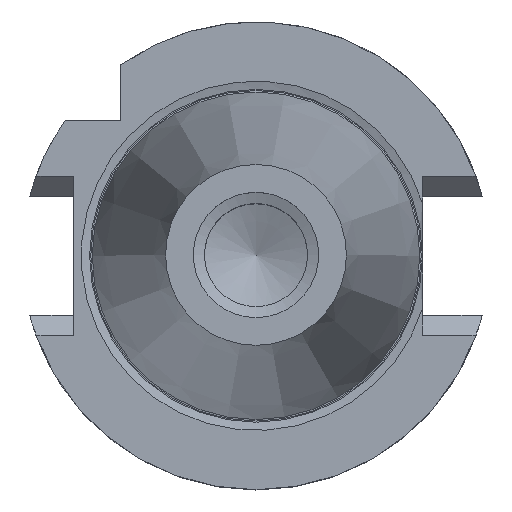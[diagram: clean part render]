
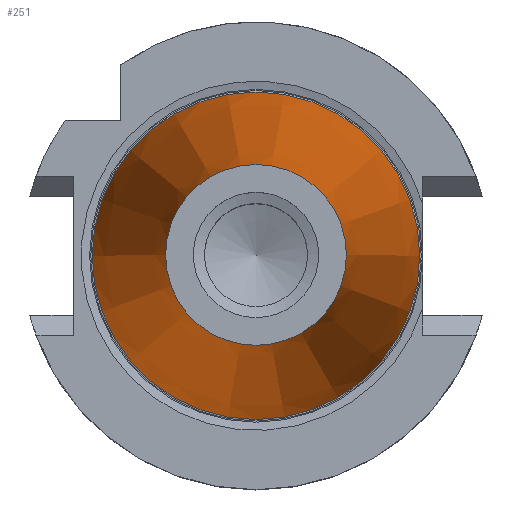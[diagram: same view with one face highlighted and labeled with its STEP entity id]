
A CAD part, top view. The second image highlights one B-rep face of the part: STEP entity #251.
In plain terms, the highlighted conical face has half-angle 8.298 degrees and reference radius 12.271 mm.
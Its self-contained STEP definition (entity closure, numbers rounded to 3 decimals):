
#234=CONICAL_SURFACE('',#977,12.271,8.298);
#251=ADVANCED_FACE('',(#327,#328),#234,.T.);
#327=FACE_BOUND('',#371,.T.);
#328=FACE_BOUND('',#372,.T.);
#371=EDGE_LOOP('',(#449));
#372=EDGE_LOOP('',(#450));
#449=ORIENTED_EDGE('',*,*,#782,.T.);
#450=ORIENTED_EDGE('',*,*,#780,.F.);
#690=VERTEX_POINT('',#1368);
#692=VERTEX_POINT('',#1374);
#780=EDGE_CURVE('',#690,#690,#903,.T.);
#782=EDGE_CURVE('',#692,#692,#905,.T.);
#903=CIRCLE('',#971,22.225);
#905=CIRCLE('',#975,12.271);
#971=AXIS2_PLACEMENT_3D('',#1367,#1090,#1091);
#975=AXIS2_PLACEMENT_3D('',#1373,#1098,#1099);
#977=AXIS2_PLACEMENT_3D('',#1376,#1102,#1103);
#1090=DIRECTION('',(0.,0.,-1.));
#1091=DIRECTION('',(-1.,0.,0.));
#1098=DIRECTION('',(0.,0.,-1.));
#1099=DIRECTION('',(-1.,0.,0.));
#1102=DIRECTION('',(0.,0.,-1.));
#1103=DIRECTION('',(-1.,0.,0.));
#1367=CARTESIAN_POINT('',(0.,0.,0.));
#1368=CARTESIAN_POINT('',(-22.225,0.,0.));
#1373=CARTESIAN_POINT('',(0.,0.,68.25));
#1374=CARTESIAN_POINT('',(-12.271,0.,68.25));
#1376=CARTESIAN_POINT('',(0.,0.,68.25));
